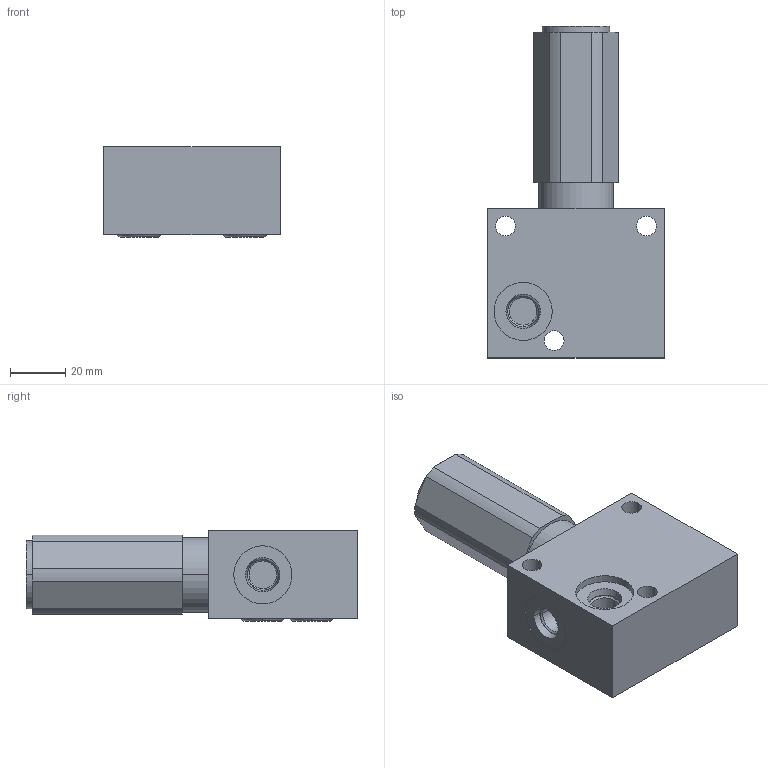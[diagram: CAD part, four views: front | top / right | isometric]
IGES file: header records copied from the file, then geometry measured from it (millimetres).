
Start section:  PTC IGES file: ilc70540008.igs
Global section: file name: ilc70540008.igs; native system: Pro/ENGINEER by Parametric Technology Corporation; preprocessor: 2007460; author: kr; organization: Unknown; date: 20120501.093854; units: inch
Bounding box: 63.5 x 119.63 x 32.61 mm (x, y, z)
Surface area: 28803.2 mm2 (no closed solid volume)
Topology: 0 solids, 0 shells, 130 faces, 783 edges, 878 vertices
Faces by surface type: revolution 93, bspline 37
